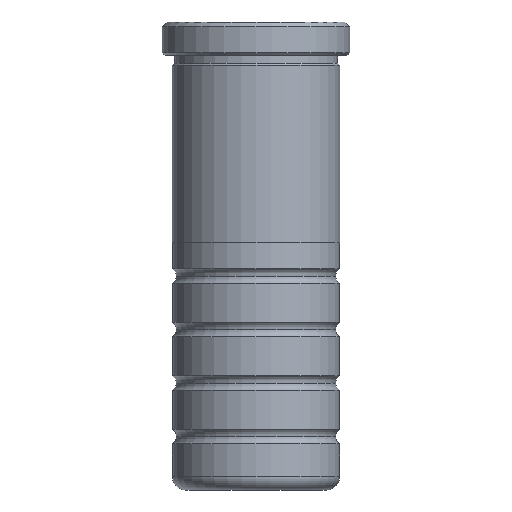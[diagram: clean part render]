
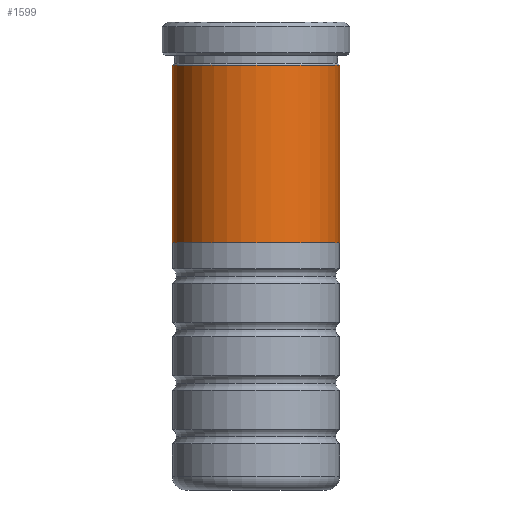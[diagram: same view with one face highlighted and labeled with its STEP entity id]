
A CAD part, front view. The second image highlights one B-rep face of the part: STEP entity #1599.
In plain terms, the highlighted cylindrical face has radius 12.507 mm (diameter 25.014 mm), a partial arc.
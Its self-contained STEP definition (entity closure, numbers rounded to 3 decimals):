
#115 = CARTESIAN_POINT ( 'NONE',  ( 0., 0., 37. ) ) ;
#129 = VERTEX_POINT ( 'NONE', #1489 ) ;
#160 = FACE_OUTER_BOUND ( 'NONE', #361, .T. ) ;
#161 = CARTESIAN_POINT ( 'NONE',  ( -12.507, 0., 63.8 ) ) ;
#253 = LINE ( 'NONE', #693, #1938 ) ;
#263 = CARTESIAN_POINT ( 'NONE',  ( -12.507, 0., 37. ) ) ;
#284 = DIRECTION ( 'NONE',  ( 1., 0., 0. ) ) ;
#351 = VERTEX_POINT ( 'NONE', #396 ) ;
#361 = EDGE_LOOP ( 'NONE', ( #1904, #1452, #1976, #1234 ) ) ;
#396 = CARTESIAN_POINT ( 'NONE',  ( -12.507, 0., 63.5 ) ) ;
#438 = CARTESIAN_POINT ( 'NONE',  ( 0., 0., 63.5 ) ) ;
#544 = EDGE_CURVE ( 'NONE', #1051, #129, #885, .T. ) ;
#607 = DIRECTION ( 'NONE',  ( 1., 0., 0. ) ) ;
#660 = DIRECTION ( 'NONE',  ( 0., 0., 1. ) ) ;
#693 = CARTESIAN_POINT ( 'NONE',  ( 12.507, 0., 63.8 ) ) ;
#718 = DIRECTION ( 'NONE',  ( 1., 0., 0. ) ) ;
#846 = EDGE_CURVE ( 'NONE', #129, #1933, #253, .T. ) ;
#848 = AXIS2_PLACEMENT_3D ( 'NONE', #438, #1566, #607 ) ;
#879 = CARTESIAN_POINT ( 'NONE',  ( 0., 0., 63.8 ) ) ;
#885 = CIRCLE ( 'NONE', #889, 12.507 ) ;
#889 = AXIS2_PLACEMENT_3D ( 'NONE', #115, #1258, #284 ) ;
#899 = VECTOR ( 'NONE', #660, 1000. ) ;
#974 = CIRCLE ( 'NONE', #848, 12.507 ) ;
#1051 = VERTEX_POINT ( 'NONE', #263 ) ;
#1112 = AXIS2_PLACEMENT_3D ( 'NONE', #879, #2003, #718 ) ;
#1188 = EDGE_CURVE ( 'NONE', #1051, #351, #1751, .T. ) ;
#1234 = ORIENTED_EDGE ( 'NONE', *, *, #1409, .F. ) ;
#1258 = DIRECTION ( 'NONE',  ( 0., 0., 1. ) ) ;
#1288 = CARTESIAN_POINT ( 'NONE',  ( 12.507, 0., 63.5 ) ) ;
#1409 = EDGE_CURVE ( 'NONE', #351, #1933, #974, .T. ) ;
#1452 = ORIENTED_EDGE ( 'NONE', *, *, #544, .T. ) ;
#1489 = CARTESIAN_POINT ( 'NONE',  ( 12.507, 0., 37. ) ) ;
#1566 = DIRECTION ( 'NONE',  ( 0., 0., 1. ) ) ;
#1599 = ADVANCED_FACE ( 'NONE', ( #160 ), #2112, .T. ) ;
#1644 = DIRECTION ( 'NONE',  ( 0., 0., 1. ) ) ;
#1751 = LINE ( 'NONE', #161, #899 ) ;
#1904 = ORIENTED_EDGE ( 'NONE', *, *, #1188, .F. ) ;
#1933 = VERTEX_POINT ( 'NONE', #1288 ) ;
#1938 = VECTOR ( 'NONE', #1644, 1000. ) ;
#1976 = ORIENTED_EDGE ( 'NONE', *, *, #846, .T. ) ;
#2003 = DIRECTION ( 'NONE',  ( 0., 0., 1. ) ) ;
#2112 = CYLINDRICAL_SURFACE ( 'NONE', #1112, 12.507 ) ;
